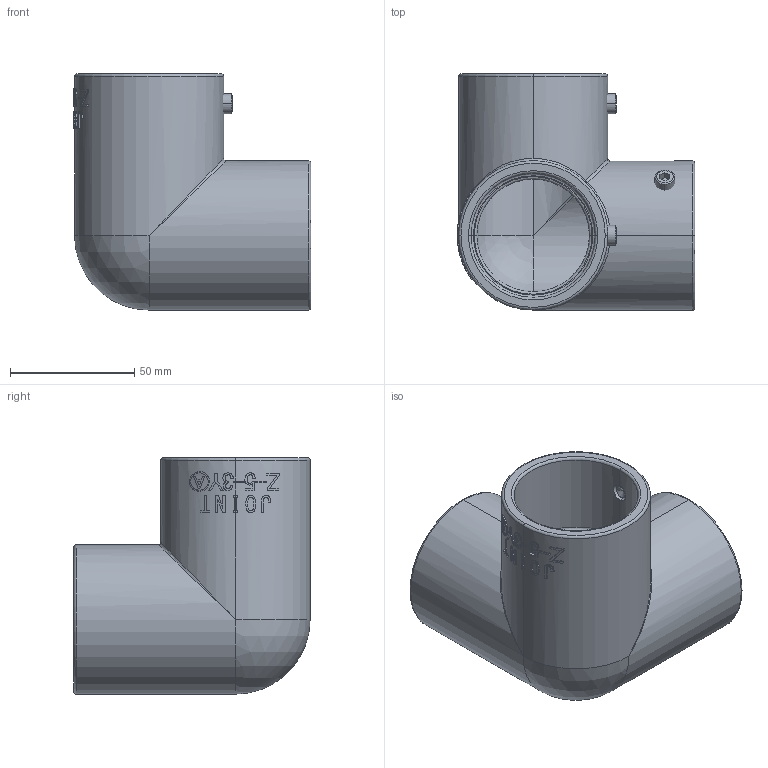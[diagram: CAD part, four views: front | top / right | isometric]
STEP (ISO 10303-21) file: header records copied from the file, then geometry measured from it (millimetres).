
FILE_DESCRIPTION (( 'STEP AP203' ), '1' );
FILE_NAME ('Z-5-3Y-1.STEP', '2016-03-21T12:36:19', ( 'user' ), ( 'Hewlett-Packard Company' ), 'SwSTEP 2.0', 'SolidWorks 2014', '' );
FILE_SCHEMA (( 'CONFIG_CONTROL_DESIGN' ));
Length unit declared in the file: millimetre
Products named in the file (3): part_Z-5-3Y; hexagon socket set screw cup point_jis_JIS B 1177 Cup point M8 x 8 --N; Z-5-3Y-1
Assembly tree (4 placements, depth 2):
  Z-5-3Y-1
    part_Z-5-3Y
    hexagon socket set screw cup point_jis_JIS B 1177 Cup point M8 x 8 --N  x3
Bounding box: 95.5 x 95 x 95 mm (x, y, z)
Volume: 141145.4 mm3; surface area: 58601.6 mm2
Topology: 4 solids, 4 shells, 336 faces, 863 edges, 529 vertices
Faces by surface type: plane 124, bspline 97, cylinder 56, torus 37, cone 18, sphere 4
Entity records: 12580 total; most frequent: CARTESIAN_POINT 5519, ORIENTED_EDGE 1538, DIRECTION 1189, EDGE_CURVE 769, VERTEX_POINT 487, AXIS2_PLACEMENT_3D 451, EDGE_LOOP 332, ADVANCED_FACE 304
